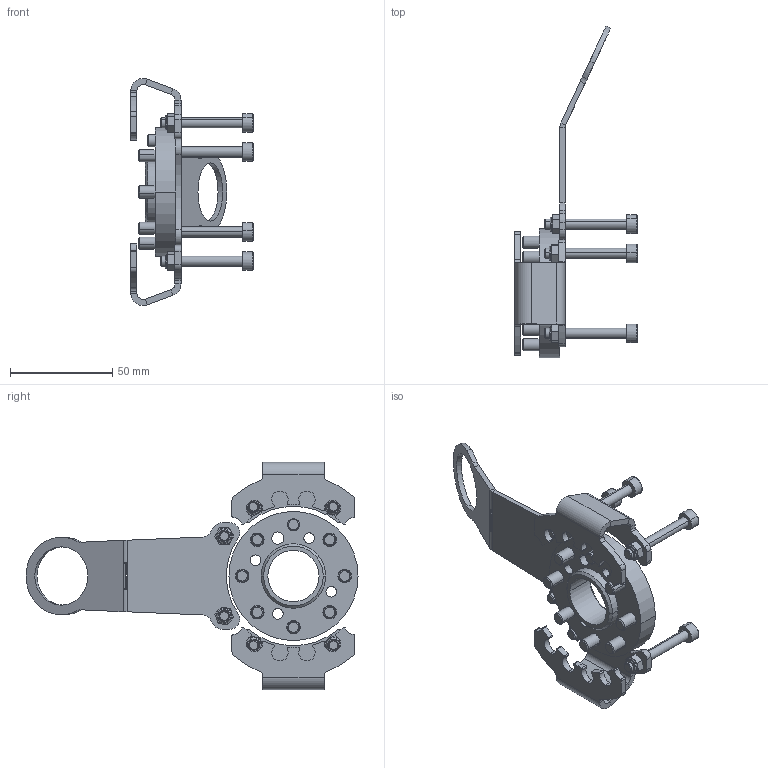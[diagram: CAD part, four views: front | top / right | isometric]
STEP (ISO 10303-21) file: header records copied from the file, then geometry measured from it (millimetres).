
FILE_DESCRIPTION (( 'STEP AP203' ), '1' );
FILE_NAME ('P4206.STEP', '2021-04-28T08:30:44', ( '' ), ( '' ), 'SwSTEP 2.0', 'SolidWorks 2019', '' );
FILE_SCHEMA (( 'CONFIG_CONTROL_DESIGN' ));
Length unit declared in the file: millimetre
Products named in the file (1): P4206
Bounding box: 59.7 x 162.04 x 110.84 mm (x, y, z)
Volume: 54499 mm3; surface area: 41049.2 mm2
Topology: 24 solids, 24 shells, 631 faces, 1475 edges, 926 vertices
Faces by surface type: plane 278, cylinder 253, torus 50, cone 46, bspline 4
Entity records: 18366 total; most frequent: DIRECTION 3399, CARTESIAN_POINT 3223, ORIENTED_EDGE 2950, EDGE_CURVE 1475, AXIS2_PLACEMENT_3D 1312, VERTEX_POINT 926, LINE 775, VECTOR 775
